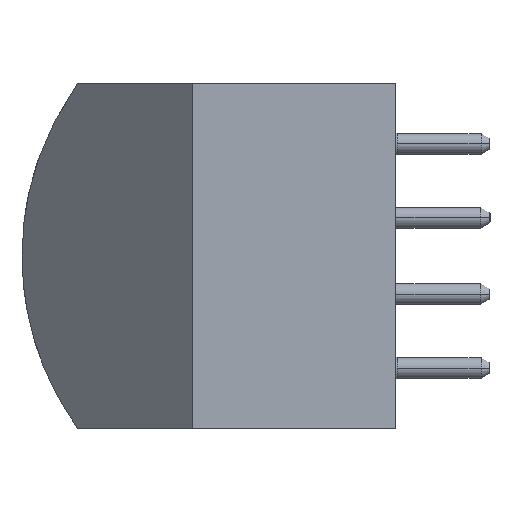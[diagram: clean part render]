
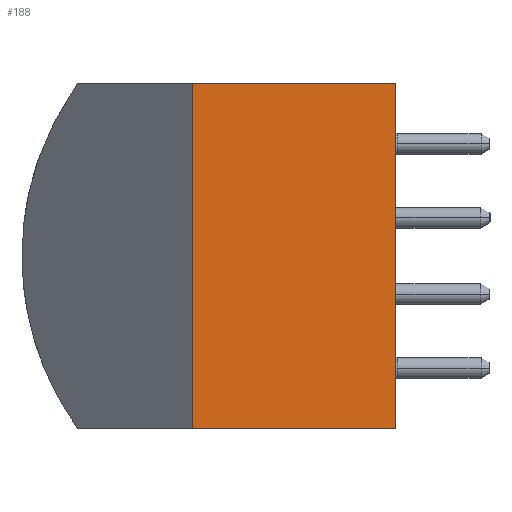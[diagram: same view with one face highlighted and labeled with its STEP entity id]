
A CAD part, left-side view. The second image highlights one B-rep face of the part: STEP entity #188.
In plain terms, the highlighted planar face has unit normal (-1, 0, 0).
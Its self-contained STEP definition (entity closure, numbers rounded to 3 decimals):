
#188=ADVANCED_FACE('',(#388),#389,.T.);
#388=FACE_OUTER_BOUND('',#606,.T.);
#389=PLANE('',#607);
#606=EDGE_LOOP('',(#1062,#1063,#1064,#1065));
#607=AXIS2_PLACEMENT_3D('',#1066,#1067,#1068);
#1062=ORIENTED_EDGE('',*,*,#1394,.T.);
#1063=ORIENTED_EDGE('',*,*,#1395,.T.);
#1064=ORIENTED_EDGE('',*,*,#1396,.T.);
#1065=ORIENTED_EDGE('',*,*,#1397,.T.);
#1066=CARTESIAN_POINT('',(-25.0,-6.7,0.0));
#1067=DIRECTION('',(-1.0,0.0,0.0));
#1068=DIRECTION('',(0.0,0.0,1.0));
#1394=EDGE_CURVE('',#1684,#1685,#1686,.T.);
#1395=EDGE_CURVE('',#1685,#1687,#1688,.T.);
#1396=EDGE_CURVE('',#1687,#1689,#1690,.T.);
#1397=EDGE_CURVE('',#1689,#1684,#1691,.T.);
#1684=VERTEX_POINT('',#2174);
#1685=VERTEX_POINT('',#2175);
#1686=LINE('',#2176,#2177);
#1687=VERTEX_POINT('',#2178);
#1688=LINE('',#2179,#2180);
#1689=VERTEX_POINT('',#2181);
#1690=LINE('',#2182,#2183);
#1691=LINE('',#2184,#2185);
#2174=CARTESIAN_POINT('',(-25.0,-6.7,5.85));
#2175=CARTESIAN_POINT('',(-25.0,0.2,5.85));
#2176=CARTESIAN_POINT('',(-25.0,0.2,5.85));
#2177=VECTOR('',#2454,10.0);
#2178=CARTESIAN_POINT('',(-25.0,0.2,-5.85));
#2179=CARTESIAN_POINT('',(-25.0,0.2,0.0));
#2180=VECTOR('',#2455,10.0);
#2181=CARTESIAN_POINT('',(-25.0,-6.7,-5.85));
#2182=CARTESIAN_POINT('',(-25.0,0.2,-5.85));
#2183=VECTOR('',#2456,10.0);
#2184=CARTESIAN_POINT('',(-25.0,-6.7,0.0));
#2185=VECTOR('',#2457,10.0);
#2454=DIRECTION('',(0.0,1.0,0.0));
#2455=DIRECTION('',(0.0,0.0,-1.0));
#2456=DIRECTION('',(0.0,-1.0,0.0));
#2457=DIRECTION('',(0.0,0.0,1.0));
